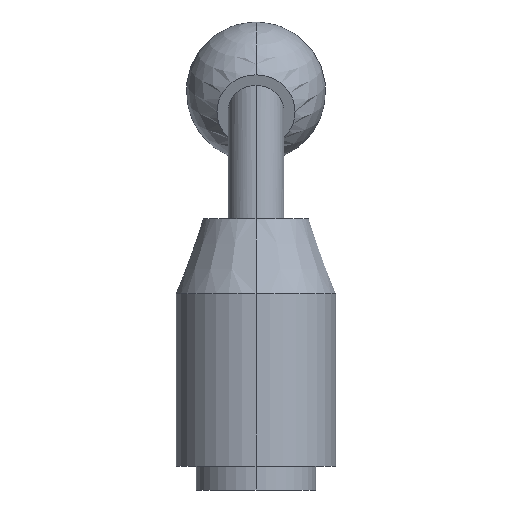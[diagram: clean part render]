
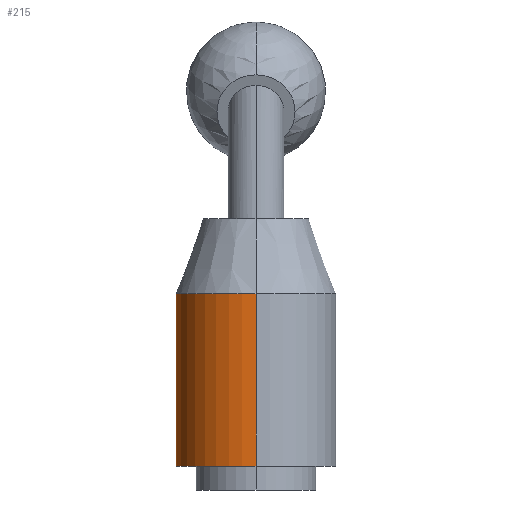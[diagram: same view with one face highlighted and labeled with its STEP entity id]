
A CAD part, left-side view. The second image highlights one B-rep face of the part: STEP entity #215.
In plain terms, the highlighted cylindrical face has radius 20 mm (diameter 40 mm), a partial arc.
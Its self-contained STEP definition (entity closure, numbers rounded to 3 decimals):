
#137=VERTEX_POINT('',#371);
#173=VERTEX_POINT('',#410);
#193=EDGE_CURVE('',#311,#137,#433,.T.);
#215=ADVANCED_FACE('',(#461),#462,.T.);
#219=VERTEX_POINT('',#468);
#223=EDGE_CURVE('',#311,#219,#472,.T.);
#233=EDGE_CURVE('',#173,#219,#483,.T.);
#311=VERTEX_POINT('',#570);
#337=EDGE_CURVE('',#137,#173,#599,.T.);
#371=CARTESIAN_POINT('',(20.0,0.0,49.206));
#410=CARTESIAN_POINT('',(-20.0,0.,49.206));
#433=LINE('',#741,#742);
#461=FACE_OUTER_BOUND('',#774,.T.);
#462=CYLINDRICAL_SURFACE('',#775,20.0);
#468=CARTESIAN_POINT('',(-20.0,0.,6.0));
#472=CIRCLE('',#787,20.0);
#483=LINE('',#802,#803);
#570=CARTESIAN_POINT('',(20.0,0.0,6.0));
#599=CIRCLE('',#984,20.0);
#741=CARTESIAN_POINT('',(20.0,0.,27.603));
#742=VECTOR('',#1086,1.0);
#774=EDGE_LOOP('',(#1138,#1139,#1140,#1141));
#775=AXIS2_PLACEMENT_3D('',#1142,#1143,#1144);
#787=AXIS2_PLACEMENT_3D('',#1156,#1157,#1158);
#802=CARTESIAN_POINT('',(-20.0,0.,27.603));
#803=VECTOR('',#1171,1.0);
#984=AXIS2_PLACEMENT_3D('',#1292,#1293,#1294);
#1086=DIRECTION('',(0.0,0.0,1.0));
#1138=ORIENTED_EDGE('',*,*,#193,.F.);
#1139=ORIENTED_EDGE('',*,*,#223,.T.);
#1140=ORIENTED_EDGE('',*,*,#233,.F.);
#1141=ORIENTED_EDGE('',*,*,#337,.F.);
#1142=CARTESIAN_POINT('',(0.0,0.0,27.603));
#1143=DIRECTION('',(-0.0,-0.0,-1.0));
#1144=DIRECTION('',(1.0,0.0,0.0));
#1156=CARTESIAN_POINT('',(0.0,0.0,6.0));
#1157=DIRECTION('',(0.0,0.0,1.0));
#1158=DIRECTION('',(1.0,0.0,0.0));
#1171=DIRECTION('',(-0.0,-0.0,-1.0));
#1292=CARTESIAN_POINT('',(0.0,0.0,49.206));
#1293=DIRECTION('',(0.0,0.0,1.0));
#1294=DIRECTION('',(1.0,0.0,0.0));
